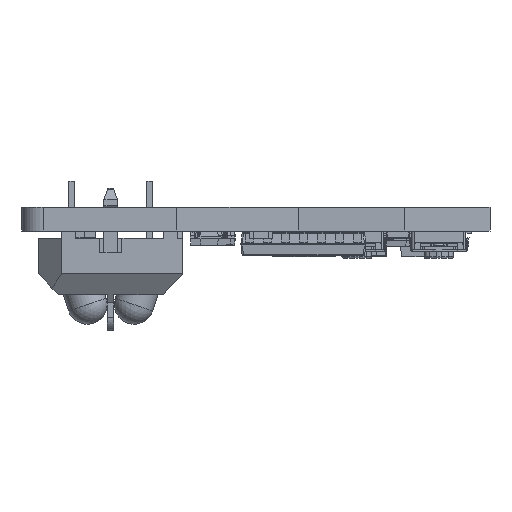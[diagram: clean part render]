
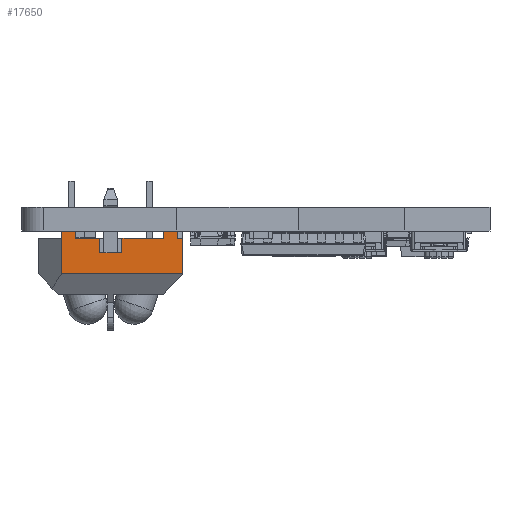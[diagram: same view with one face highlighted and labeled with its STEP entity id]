
A CAD part, front view. The second image highlights one B-rep face of the part: STEP entity #17650.
In plain terms, the highlighted face is planar.
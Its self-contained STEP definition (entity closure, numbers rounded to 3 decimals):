
#15470 = VERTEX_POINT('',#15471);
#15471 = CARTESIAN_POINT('',(-2.9,1.513,0.475));
#15646 = VERTEX_POINT('',#15647);
#15647 = CARTESIAN_POINT('',(-2.9,1.513,-0.475));
#15721 = EDGE_CURVE('',#15646,#15470,#15722,.T.);
#15722 = LINE('',#15723,#15724);
#15723 = CARTESIAN_POINT('',(-2.9,1.513,-0.4));
#15724 = VECTOR('',#15725,1.);
#15725 = DIRECTION('',(0.,0.,1.));
#15813 = VERTEX_POINT('',#15814);
#15814 = CARTESIAN_POINT('',(-2.9,0.513,-0.8));
#15820 = EDGE_CURVE('',#15821,#15813,#15823,.T.);
#15821 = VERTEX_POINT('',#15822);
#15822 = CARTESIAN_POINT('',(-2.9,0.513,-3.734));
#15823 = LINE('',#15824,#15825);
#15824 = CARTESIAN_POINT('',(-2.9,0.513,1.25));
#15825 = VECTOR('',#15826,1.);
#15826 = DIRECTION('',(0.,0.,1.));
#15909 = VERTEX_POINT('',#15910);
#15910 = CARTESIAN_POINT('',(-2.9,0.513,2.5));
#15916 = EDGE_CURVE('',#15917,#15909,#15919,.T.);
#15917 = VERTEX_POINT('',#15918);
#15918 = CARTESIAN_POINT('',(-2.9,0.513,0.8));
#15919 = LINE('',#15920,#15921);
#15920 = CARTESIAN_POINT('',(-2.9,0.513,1.25));
#15921 = VECTOR('',#15922,1.);
#15922 = DIRECTION('',(0.,0.,1.));
#15971 = EDGE_CURVE('',#15972,#15646,#15974,.T.);
#15972 = VERTEX_POINT('',#15973);
#15973 = CARTESIAN_POINT('',(-2.9,1.513,-0.8));
#15974 = LINE('',#15975,#15976);
#15975 = CARTESIAN_POINT('',(-2.9,1.513,-0.4));
#15976 = VECTOR('',#15977,1.);
#15977 = DIRECTION('',(0.,0.,1.));
#16544 = EDGE_CURVE('',#15813,#15972,#16545,.T.);
#16545 = LINE('',#16546,#16547);
#16546 = CARTESIAN_POINT('',(-2.9,1.382,-0.8));
#16547 = VECTOR('',#16548,1.);
#16548 = DIRECTION('',(0.,1.,0.));
#16561 = EDGE_CURVE('',#16562,#15917,#16564,.T.);
#16562 = VERTEX_POINT('',#16563);
#16563 = CARTESIAN_POINT('',(-2.9,1.513,0.8));
#16564 = LINE('',#16565,#16566);
#16565 = CARTESIAN_POINT('',(-2.9,1.882,0.8));
#16566 = VECTOR('',#16567,1.);
#16567 = DIRECTION('',(0.,-1.,0.));
#16600 = EDGE_CURVE('',#15470,#16562,#16601,.T.);
#16601 = LINE('',#16602,#16603);
#16602 = CARTESIAN_POINT('',(-2.9,1.513,-0.4));
#16603 = VECTOR('',#16604,1.);
#16604 = DIRECTION('',(0.,0.,1.));
#16670 = VERTEX_POINT('',#16671);
#16671 = CARTESIAN_POINT('',(-2.9,0.,-4.65));
#16753 = VERTEX_POINT('',#16754);
#16754 = CARTESIAN_POINT('',(-2.9,0.513,-4.684));
#16760 = EDGE_CURVE('',#16761,#16753,#16763,.T.);
#16761 = VERTEX_POINT('',#16762);
#16762 = CARTESIAN_POINT('',(-2.9,0.513,-5.1));
#16763 = LINE('',#16764,#16765);
#16764 = CARTESIAN_POINT('',(-2.9,0.513,-2.342));
#16765 = VECTOR('',#16766,1.);
#16766 = DIRECTION('',(0.,0.,1.));
#16806 = VERTEX_POINT('',#16807);
#16807 = CARTESIAN_POINT('',(-2.9,0.,-4.684));
#16813 = EDGE_CURVE('',#16753,#16806,#16814,.T.);
#16814 = LINE('',#16815,#16816);
#16815 = CARTESIAN_POINT('',(-2.9,1.126,-4.684));
#16816 = VECTOR('',#16817,1.);
#16817 = DIRECTION('',(0.,-1.,0.));
#16862 = EDGE_CURVE('',#16806,#16670,#16863,.T.);
#16863 = LINE('',#16864,#16865);
#16864 = CARTESIAN_POINT('',(-2.9,0.,-5.1));
#16865 = VECTOR('',#16866,1.);
#16866 = DIRECTION('',(0.,0.,1.));
#17063 = VERTEX_POINT('',#17064);
#17064 = CARTESIAN_POINT('',(-2.9,0.,2.5));
#17070 = EDGE_CURVE('',#15909,#17063,#17071,.T.);
#17071 = LINE('',#17072,#17073);
#17072 = CARTESIAN_POINT('',(-2.9,1.126,2.5));
#17073 = VECTOR('',#17074,1.);
#17074 = DIRECTION('',(0.,-1.,0.));
#17094 = VERTEX_POINT('',#17095);
#17095 = CARTESIAN_POINT('',(-2.9,0.,3.45));
#17101 = EDGE_CURVE('',#17063,#17094,#17102,.T.);
#17102 = LINE('',#17103,#17104);
#17103 = CARTESIAN_POINT('',(-2.9,0.,-5.1));
#17104 = VECTOR('',#17105,1.);
#17105 = DIRECTION('',(0.,0.,1.));
#17119 = VERTEX_POINT('',#17120);
#17120 = CARTESIAN_POINT('',(-2.9,0.,-3.734));
#17126 = EDGE_CURVE('',#16670,#17119,#17127,.T.);
#17127 = LINE('',#17128,#17129);
#17128 = CARTESIAN_POINT('',(-2.9,0.,-5.1));
#17129 = VECTOR('',#17130,1.);
#17130 = DIRECTION('',(0.,0.,1.));
#17161 = EDGE_CURVE('',#17119,#15821,#17162,.T.);
#17162 = LINE('',#17163,#17164);
#17163 = CARTESIAN_POINT('',(-2.9,1.382,-3.734));
#17164 = VECTOR('',#17165,1.);
#17165 = DIRECTION('',(0.,1.,0.));
#17187 = VERTEX_POINT('',#17188);
#17188 = CARTESIAN_POINT('',(-2.9,0.513,3.45));
#17194 = EDGE_CURVE('',#17094,#17187,#17195,.T.);
#17195 = LINE('',#17196,#17197);
#17196 = CARTESIAN_POINT('',(-2.9,1.126,3.45));
#17197 = VECTOR('',#17198,1.);
#17198 = DIRECTION('',(0.,1.,0.));
#17604 = VERTEX_POINT('',#17605);
#17605 = CARTESIAN_POINT('',(-2.9,3.,3.45));
#17611 = EDGE_CURVE('',#17187,#17604,#17612,.T.);
#17612 = LINE('',#17613,#17614);
#17613 = CARTESIAN_POINT('',(-2.9,1.126,3.45));
#17614 = VECTOR('',#17615,1.);
#17615 = DIRECTION('',(0.,1.,0.));
#17650 = ADVANCED_FACE('',(#17651),#17683,.T.);
#17651 = FACE_BOUND('',#17652,.T.);
#17652 = EDGE_LOOP('',(#17653,#17654,#17655,#17656,#17657,#17658,#17659,
    #17667,#17673,#17674,#17675,#17676,#17677,#17678,#17679,#17680,
    #17681,#17682));
#17653 = ORIENTED_EDGE('',*,*,#16561,.T.);
#17654 = ORIENTED_EDGE('',*,*,#15916,.T.);
#17655 = ORIENTED_EDGE('',*,*,#17070,.T.);
#17656 = ORIENTED_EDGE('',*,*,#17101,.T.);
#17657 = ORIENTED_EDGE('',*,*,#17194,.T.);
#17658 = ORIENTED_EDGE('',*,*,#17611,.T.);
#17659 = ORIENTED_EDGE('',*,*,#17660,.T.);
#17660 = EDGE_CURVE('',#17604,#17661,#17663,.T.);
#17661 = VERTEX_POINT('',#17662);
#17662 = CARTESIAN_POINT('',(-2.9,3.,-5.1));
#17663 = LINE('',#17664,#17665);
#17664 = CARTESIAN_POINT('',(-2.9,3.,0.));
#17665 = VECTOR('',#17666,1.);
#17666 = DIRECTION('',(0.,0.,-1.));
#17667 = ORIENTED_EDGE('',*,*,#17668,.T.);
#17668 = EDGE_CURVE('',#17661,#16761,#17669,.T.);
#17669 = LINE('',#17670,#17671);
#17670 = CARTESIAN_POINT('',(-2.9,3.,-5.1));
#17671 = VECTOR('',#17672,1.);
#17672 = DIRECTION('',(0.,-1.,0.));
#17673 = ORIENTED_EDGE('',*,*,#16760,.T.);
#17674 = ORIENTED_EDGE('',*,*,#16813,.T.);
#17675 = ORIENTED_EDGE('',*,*,#16862,.T.);
#17676 = ORIENTED_EDGE('',*,*,#17126,.T.);
#17677 = ORIENTED_EDGE('',*,*,#17161,.T.);
#17678 = ORIENTED_EDGE('',*,*,#15820,.T.);
#17679 = ORIENTED_EDGE('',*,*,#16544,.T.);
#17680 = ORIENTED_EDGE('',*,*,#15971,.T.);
#17681 = ORIENTED_EDGE('',*,*,#15721,.T.);
#17682 = ORIENTED_EDGE('',*,*,#16600,.T.);
#17683 = PLANE('',#17684);
#17684 = AXIS2_PLACEMENT_3D('',#17685,#17686,#17687);
#17685 = CARTESIAN_POINT('',(-2.9,2.251,0.));
#17686 = DIRECTION('',(-1.,0.,0.));
#17687 = DIRECTION('',(0.,0.,1.));
